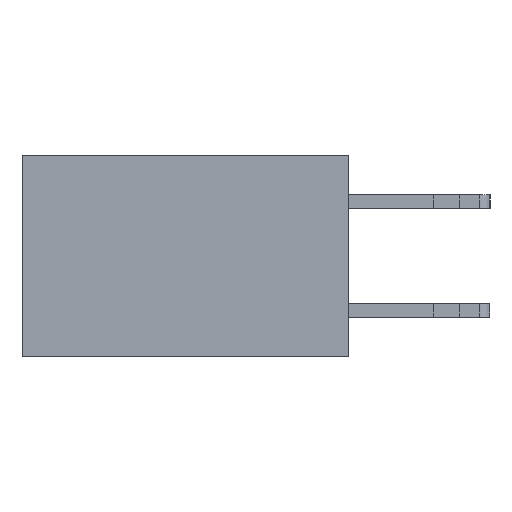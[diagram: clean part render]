
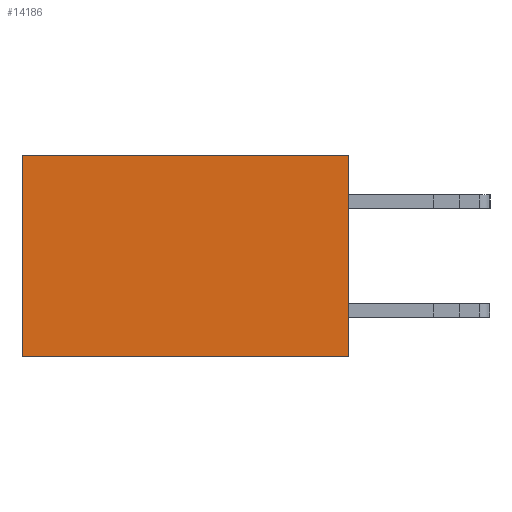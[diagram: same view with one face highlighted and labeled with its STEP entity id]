
A CAD part, left-side view. The second image highlights one B-rep face of the part: STEP entity #14186.
In plain terms, the highlighted planar face has unit normal (-1, 0, 0).
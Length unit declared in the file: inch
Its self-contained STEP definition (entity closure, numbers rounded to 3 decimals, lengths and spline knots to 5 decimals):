
#720 = VECTOR ( 'NONE', #6218, 39.37008 ) ;
#1784 = DIRECTION ( 'NONE',  ( 0., 0., -1. ) ) ;
#2231 = VERTEX_POINT ( 'NONE', #8897 ) ;
#2694 = CARTESIAN_POINT ( 'NONE',  ( 0.298, 0., 0. ) ) ;
#3476 = CARTESIAN_POINT ( 'NONE',  ( 0.298, 0.6, -0.37 ) ) ;
#4780 = CARTESIAN_POINT ( 'NONE',  ( 0.298, 0., 0. ) ) ;
#4819 = EDGE_CURVE ( 'NONE', #17527, #13658, #13136, .T. ) ;
#5874 = FACE_OUTER_BOUND ( 'NONE', #16776, .T. ) ;
#5978 = DIRECTION ( 'NONE',  ( 0., 1., 0. ) ) ;
#6218 = DIRECTION ( 'NONE',  ( 0., 0., -1. ) ) ;
#6601 = CARTESIAN_POINT ( 'NONE',  ( 0.298, 0., -0.37 ) ) ;
#6775 = VECTOR ( 'NONE', #13988, 39.37008 ) ;
#6986 = ORIENTED_EDGE ( 'NONE', *, *, #4819, .F. ) ;
#7065 = DIRECTION ( 'NONE',  ( 0., 1., 0. ) ) ;
#7480 = LINE ( 'NONE', #2694, #14642 ) ;
#7593 = EDGE_CURVE ( 'NONE', #11306, #13658, #11048, .T. ) ;
#7883 = AXIS2_PLACEMENT_3D ( 'NONE', #17548, #10424, #1784 ) ;
#8897 = CARTESIAN_POINT ( 'NONE',  ( 0.298, 0., 0. ) ) ;
#9329 = VECTOR ( 'NONE', #5978, 39.37008 ) ;
#9392 = ORIENTED_EDGE ( 'NONE', *, *, #13435, .T. ) ;
#10359 = ORIENTED_EDGE ( 'NONE', *, *, #12018, .F. ) ;
#10424 = DIRECTION ( 'NONE',  ( 1., 0., 0. ) ) ;
#11048 = LINE ( 'NONE', #12578, #6775 ) ;
#11306 = VERTEX_POINT ( 'NONE', #17631 ) ;
#12018 = EDGE_CURVE ( 'NONE', #2231, #17527, #12254, .T. ) ;
#12254 = LINE ( 'NONE', #4780, #720 ) ;
#12578 = CARTESIAN_POINT ( 'NONE',  ( 0.298, 0.6, 0. ) ) ;
#13136 = LINE ( 'NONE', #15936, #9329 ) ;
#13220 = PLANE ( 'NONE',  #7883 ) ;
#13435 = EDGE_CURVE ( 'NONE', #2231, #11306, #7480, .T. ) ;
#13658 = VERTEX_POINT ( 'NONE', #3476 ) ;
#13988 = DIRECTION ( 'NONE',  ( 0., 0., -1. ) ) ;
#14186 = ADVANCED_FACE ( 'NONE', ( #5874 ), #13220, .F. ) ;
#14642 = VECTOR ( 'NONE', #7065, 39.37008 ) ;
#15936 = CARTESIAN_POINT ( 'NONE',  ( 0.298, 0., -0.37 ) ) ;
#16776 = EDGE_LOOP ( 'NONE', ( #18497, #6986, #10359, #9392 ) ) ;
#17527 = VERTEX_POINT ( 'NONE', #6601 ) ;
#17548 = CARTESIAN_POINT ( 'NONE',  ( 0.298, 0., 0. ) ) ;
#17631 = CARTESIAN_POINT ( 'NONE',  ( 0.298, 0.6, 0. ) ) ;
#18497 = ORIENTED_EDGE ( 'NONE', *, *, #7593, .T. ) ;
